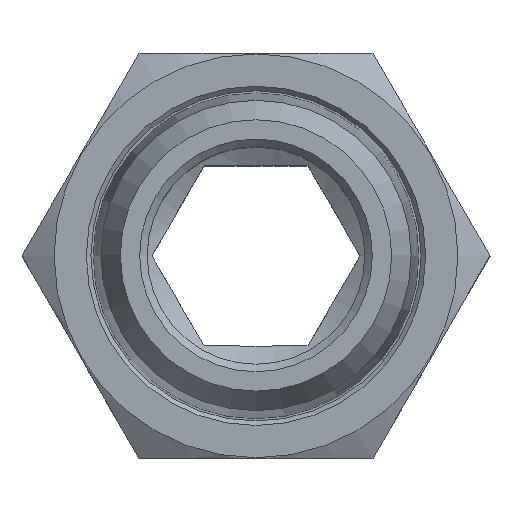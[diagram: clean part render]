
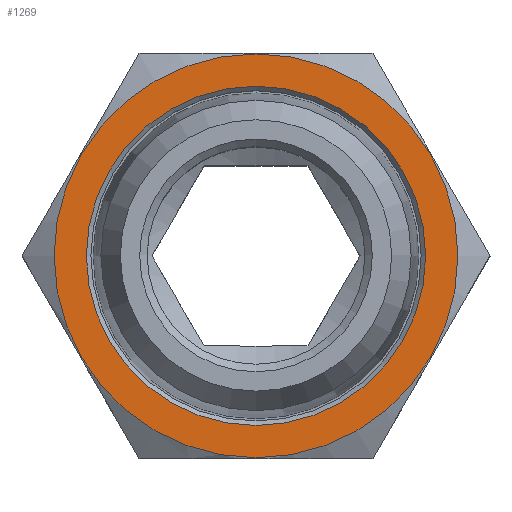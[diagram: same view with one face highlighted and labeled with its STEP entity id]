
A CAD part, top view. The second image highlights one B-rep face of the part: STEP entity #1269.
In plain terms, the highlighted planar face has unit normal (0, 0, 1).
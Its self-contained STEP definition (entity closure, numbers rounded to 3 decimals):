
#161=PLANE('',#1382);
#337=ORIENTED_EDGE('',*,*,#458,.T.);
#338=ORIENTED_EDGE('',*,*,#459,.T.);
#458=EDGE_CURVE('',#534,#534,#574,.T.);
#459=EDGE_CURVE('',#535,#535,#575,.T.);
#534=VERTEX_POINT('',#2060);
#535=VERTEX_POINT('',#2062);
#574=CIRCLE('',#1383,13.45);
#575=CIRCLE('',#1384,11.3);
#661=EDGE_LOOP('',(#337));
#662=EDGE_LOOP('',(#338));
#759=FACE_BOUND('',#661,.T.);
#760=FACE_BOUND('',#662,.T.);
#1269=ADVANCED_FACE('',(#759,#760),#161,.T.);
#1382=AXIS2_PLACEMENT_3D('',#2058,#1596,#1597);
#1383=AXIS2_PLACEMENT_3D('',#2059,#1598,#1599);
#1384=AXIS2_PLACEMENT_3D('',#2061,#1600,#1601);
#1596=DIRECTION('',(0.,0.,1.));
#1597=DIRECTION('',(1.,0.,0.));
#1598=DIRECTION('',(0.,0.,1.));
#1599=DIRECTION('',(1.,0.,0.));
#1600=DIRECTION('',(0.,0.,-1.));
#1601=DIRECTION('',(1.,0.,0.));
#2058=CARTESIAN_POINT('',(0.,0.,0.));
#2059=CARTESIAN_POINT('',(0.,0.,0.));
#2060=CARTESIAN_POINT('',(13.45,0.,0.));
#2061=CARTESIAN_POINT('',(0.,0.,0.));
#2062=CARTESIAN_POINT('',(11.3,0.,0.));
